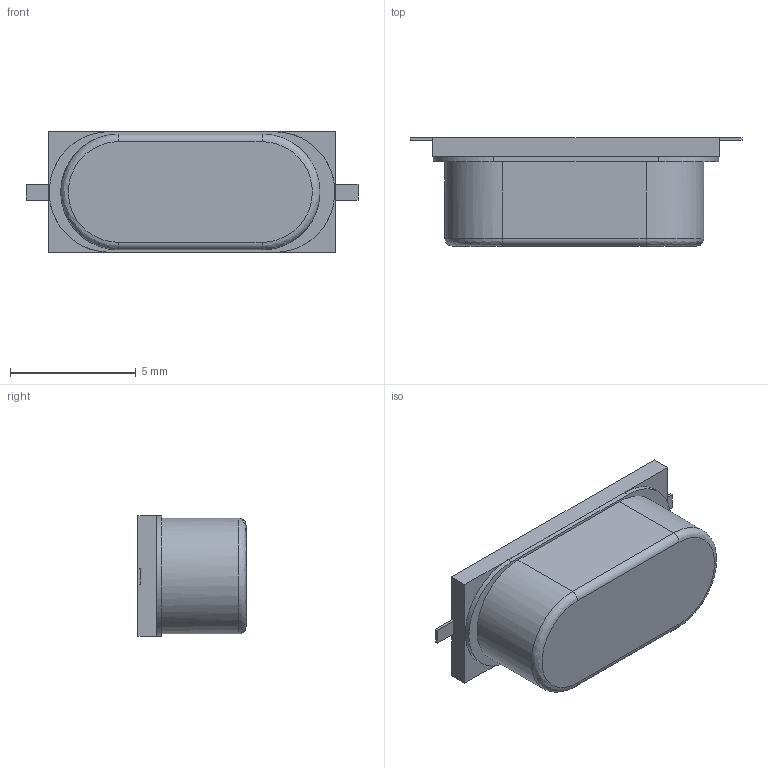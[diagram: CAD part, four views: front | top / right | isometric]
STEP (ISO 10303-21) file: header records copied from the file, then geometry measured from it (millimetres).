
FILE_DESCRIPTION (( 'STEP AP214' ), '1' );
FILE_NAME ('CSM-7X(5PX).STEP', '2017-12-07T20:00:51', ( '' ), ( '' ), 'SwSTEP 2.0', 'SolidWorks 2016', '' );
FILE_SCHEMA (( 'AUTOMOTIVE_DESIGN' ));
Length unit declared in the file: millimetre
Products named in the file (1): CSM-7X(5PX)
Bounding box: 13.2 x 4.3 x 4.8 mm (x, y, z)
Volume: 194.1 mm3; surface area: 225.3 mm2
Topology: 1 solids, 1 shells, 30 faces, 78 edges, 52 vertices
Faces by surface type: plane 22, cylinder 6, bspline 2
Entity records: 1234 total; most frequent: CARTESIAN_POINT 425, ORIENTED_EDGE 156, DIRECTION 128, EDGE_CURVE 78, VECTOR 58, LINE 58, VERTEX_POINT 52, AXIS2_PLACEMENT_3D 35
